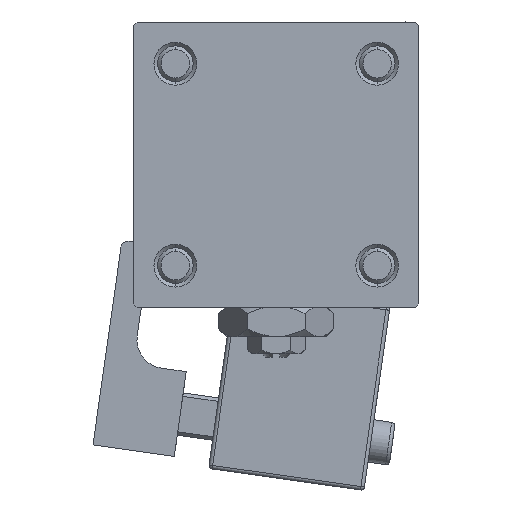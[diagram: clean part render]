
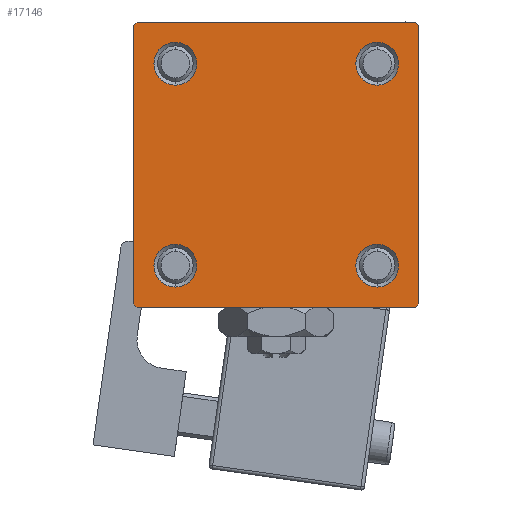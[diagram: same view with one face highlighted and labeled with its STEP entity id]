
A CAD part, left-side view. The second image highlights one B-rep face of the part: STEP entity #17146.
In plain terms, the highlighted planar face has unit normal (-1, 0, 0).
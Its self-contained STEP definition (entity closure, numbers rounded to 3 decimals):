
#77 = LINE ( 'NONE', #41976, #19214 ) ;
#192 = EDGE_CURVE ( 'NONE', #16596, #22853, #19047, .T. ) ;
#731 = LINE ( 'NONE', #50615, #12372 ) ;
#1353 = CARTESIAN_POINT ( 'NONE',  ( 0., -19.5, -20. ) ) ;
#1462 = CIRCLE ( 'NONE', #34022, 3. ) ;
#1787 = CARTESIAN_POINT ( 'NONE',  ( 0., 14.15, 14.15 ) ) ;
#1835 = EDGE_CURVE ( 'NONE', #45801, #30998, #36708, .T. ) ;
#2061 = DIRECTION ( 'NONE',  ( -1., 0., 0. ) ) ;
#2115 = ORIENTED_EDGE ( 'NONE', *, *, #38416, .T. ) ;
#2359 = AXIS2_PLACEMENT_3D ( 'NONE', #11815, #45150, #24498 ) ;
#3092 = VERTEX_POINT ( 'NONE', #17515 ) ;
#3155 = CIRCLE ( 'NONE', #14614, 3. ) ;
#3222 = EDGE_CURVE ( 'NONE', #40471, #26266, #19203, .T. ) ;
#5004 = EDGE_CURVE ( 'NONE', #20086, #20374, #35925, .T. ) ;
#5030 = DIRECTION ( 'NONE',  ( 0., 0., -1. ) ) ;
#5496 = DIRECTION ( 'NONE',  ( 1., 0., 0. ) ) ;
#5920 = PLANE ( 'NONE',  #50757 ) ;
#6199 = DIRECTION ( 'NONE',  ( 0., 0., 1. ) ) ;
#6632 = EDGE_CURVE ( 'NONE', #39754, #48570, #40291, .T. ) ;
#7437 = ORIENTED_EDGE ( 'NONE', *, *, #25667, .T. ) ;
#7520 = VERTEX_POINT ( 'NONE', #30057 ) ;
#7595 = ORIENTED_EDGE ( 'NONE', *, *, #28195, .T. ) ;
#7602 = CARTESIAN_POINT ( 'NONE',  ( 0., 19.75, 19.75 ) ) ;
#8260 = DIRECTION ( 'NONE',  ( 1., 0., 0. ) ) ;
#8436 = VERTEX_POINT ( 'NONE', #17426 ) ;
#8601 = AXIS2_PLACEMENT_3D ( 'NONE', #20114, #45991, #41610 ) ;
#8775 = DIRECTION ( 'NONE',  ( 0., -1., 0. ) ) ;
#8813 = AXIS2_PLACEMENT_3D ( 'NONE', #42226, #34518, #21826 ) ;
#9098 = CARTESIAN_POINT ( 'NONE',  ( 0., 19.5, -20. ) ) ;
#9301 = VECTOR ( 'NONE', #9487, 1000. ) ;
#9487 = DIRECTION ( 'NONE',  ( 0., 0., -1. ) ) ;
#9490 = ORIENTED_EDGE ( 'NONE', *, *, #5004, .T. ) ;
#9984 = ORIENTED_EDGE ( 'NONE', *, *, #6632, .T. ) ;
#10310 = CARTESIAN_POINT ( 'NONE',  ( 0., -20., 20. ) ) ;
#11220 = EDGE_CURVE ( 'NONE', #7520, #20374, #34861, .T. ) ;
#11815 = CARTESIAN_POINT ( 'NONE',  ( 0., -14.15, -14.15 ) ) ;
#12157 = AXIS2_PLACEMENT_3D ( 'NONE', #1787, #13922, #34882 ) ;
#12302 = EDGE_CURVE ( 'NONE', #3092, #27371, #18668, .T. ) ;
#12372 = VECTOR ( 'NONE', #50889, 1000. ) ;
#12506 = CARTESIAN_POINT ( 'NONE',  ( 0., -14.15, -17.15 ) ) ;
#12701 = ORIENTED_EDGE ( 'NONE', *, *, #15087, .T. ) ;
#13229 = DIRECTION ( 'NONE',  ( 0., 0., 1. ) ) ;
#13478 = EDGE_CURVE ( 'NONE', #7520, #27371, #19967, .T. ) ;
#13888 = EDGE_LOOP ( 'NONE', ( #2115, #7437, #21947, #9490, #48871, #47716, #35943, #32757 ) ) ;
#13922 = DIRECTION ( 'NONE',  ( 1., 0., 0. ) ) ;
#14614 = AXIS2_PLACEMENT_3D ( 'NONE', #40897, #27969, #41166 ) ;
#15087 = EDGE_CURVE ( 'NONE', #26266, #40471, #3155, .T. ) ;
#16156 = DIRECTION ( 'NONE',  ( 0., 0.707, -0.707 ) ) ;
#16232 = CARTESIAN_POINT ( 'NONE',  ( 0., -14.15, 11.15 ) ) ;
#16310 = EDGE_CURVE ( 'NONE', #22853, #16596, #1462, .T. ) ;
#16596 = VERTEX_POINT ( 'NONE', #16232 ) ;
#17131 = CARTESIAN_POINT ( 'NONE',  ( 0., -19.5, 20. ) ) ;
#17146 = ADVANCED_FACE ( 'NONE', ( #19150, #35433, #27445, #31852, #52215 ), #5920, .T. ) ;
#17426 = CARTESIAN_POINT ( 'NONE',  ( 0., 20., 19.5 ) ) ;
#17445 = AXIS2_PLACEMENT_3D ( 'NONE', #47649, #5496, #48187 ) ;
#17515 = CARTESIAN_POINT ( 'NONE',  ( 0., 19.5, 20. ) ) ;
#17571 = EDGE_CURVE ( 'NONE', #38871, #20086, #54259, .T. ) ;
#18668 = LINE ( 'NONE', #27232, #51589 ) ;
#19047 = CIRCLE ( 'NONE', #44566, 3. ) ;
#19150 = FACE_BOUND ( 'NONE', #48436, .T. ) ;
#19203 = CIRCLE ( 'NONE', #12157, 3. ) ;
#19214 = VECTOR ( 'NONE', #5030, 1000. ) ;
#19691 = CARTESIAN_POINT ( 'NONE',  ( 0., 0., 0. ) ) ;
#19967 = LINE ( 'NONE', #33195, #54135 ) ;
#20086 = VERTEX_POINT ( 'NONE', #1353 ) ;
#20114 = CARTESIAN_POINT ( 'NONE',  ( 0., 14.15, -14.15 ) ) ;
#20129 = EDGE_CURVE ( 'NONE', #48570, #39754, #21852, .T. ) ;
#20374 = VERTEX_POINT ( 'NONE', #53559 ) ;
#20889 = EDGE_LOOP ( 'NONE', ( #9984, #33504 ) ) ;
#21665 = CARTESIAN_POINT ( 'NONE',  ( 0., 14.15, 17.15 ) ) ;
#21826 = DIRECTION ( 'NONE',  ( 0., 0., 1. ) ) ;
#21852 = CIRCLE ( 'NONE', #17445, 3. ) ;
#21947 = ORIENTED_EDGE ( 'NONE', *, *, #17571, .T. ) ;
#22605 = VECTOR ( 'NONE', #8775, 1000. ) ;
#22853 = VERTEX_POINT ( 'NONE', #35907 ) ;
#23244 = DIRECTION ( 'NONE',  ( 0., -0.707, 0.707 ) ) ;
#23655 = VECTOR ( 'NONE', #23244, 1000. ) ;
#24498 = DIRECTION ( 'NONE',  ( 0., 0., 1. ) ) ;
#25667 = EDGE_CURVE ( 'NONE', #46198, #38871, #731, .T. ) ;
#26266 = VERTEX_POINT ( 'NONE', #21665 ) ;
#26268 = VECTOR ( 'NONE', #16156, 1000. ) ;
#27232 = CARTESIAN_POINT ( 'NONE',  ( 0., 20., 20. ) ) ;
#27371 = VERTEX_POINT ( 'NONE', #17131 ) ;
#27445 = FACE_BOUND ( 'NONE', #20889, .T. ) ;
#27517 = DIRECTION ( 'NONE',  ( 0., 0.707, 0.707 ) ) ;
#27636 = CARTESIAN_POINT ( 'NONE',  ( 0., -14.15, 14.15 ) ) ;
#27911 = DIRECTION ( 'NONE',  ( 0., 0., 1. ) ) ;
#27969 = DIRECTION ( 'NONE',  ( 1., 0., 0. ) ) ;
#28195 = EDGE_CURVE ( 'NONE', #30998, #45801, #33497, .T. ) ;
#28451 = DIRECTION ( 'NONE',  ( 1., 0., 0. ) ) ;
#29749 = CARTESIAN_POINT ( 'NONE',  ( 0., 20., -20. ) ) ;
#30057 = CARTESIAN_POINT ( 'NONE',  ( 0., -20., 19.5 ) ) ;
#30998 = VERTEX_POINT ( 'NONE', #12506 ) ;
#31852 = FACE_BOUND ( 'NONE', #32497, .T. ) ;
#32497 = EDGE_LOOP ( 'NONE', ( #12701, #48097 ) ) ;
#32757 = ORIENTED_EDGE ( 'NONE', *, *, #34100, .T. ) ;
#33153 = CARTESIAN_POINT ( 'NONE',  ( 0., -14.15, -11.15 ) ) ;
#33195 = CARTESIAN_POINT ( 'NONE',  ( 0., -19.75, 19.75 ) ) ;
#33247 = LINE ( 'NONE', #7602, #26268 ) ;
#33497 = CIRCLE ( 'NONE', #8813, 3. ) ;
#33504 = ORIENTED_EDGE ( 'NONE', *, *, #20129, .T. ) ;
#34022 = AXIS2_PLACEMENT_3D ( 'NONE', #27636, #28451, #27911 ) ;
#34100 = EDGE_CURVE ( 'NONE', #3092, #8436, #33247, .T. ) ;
#34518 = DIRECTION ( 'NONE',  ( 1., 0., 0. ) ) ;
#34861 = LINE ( 'NONE', #10310, #9301 ) ;
#34882 = DIRECTION ( 'NONE',  ( 0., 0., 1. ) ) ;
#35433 = FACE_BOUND ( 'NONE', #46005, .T. ) ;
#35493 = DIRECTION ( 'NONE',  ( 0., -1., 0. ) ) ;
#35907 = CARTESIAN_POINT ( 'NONE',  ( 0., -14.15, 17.15 ) ) ;
#35925 = LINE ( 'NONE', #44437, #23655 ) ;
#35943 = ORIENTED_EDGE ( 'NONE', *, *, #12302, .F. ) ;
#36708 = CIRCLE ( 'NONE', #2359, 3. ) ;
#37166 = ORIENTED_EDGE ( 'NONE', *, *, #16310, .T. ) ;
#38363 = CARTESIAN_POINT ( 'NONE',  ( 0., 14.15, 11.15 ) ) ;
#38416 = EDGE_CURVE ( 'NONE', #8436, #46198, #77, .T. ) ;
#38531 = CARTESIAN_POINT ( 'NONE',  ( 0., 14.15, -11.15 ) ) ;
#38871 = VERTEX_POINT ( 'NONE', #9098 ) ;
#39754 = VERTEX_POINT ( 'NONE', #38531 ) ;
#40291 = CIRCLE ( 'NONE', #8601, 3. ) ;
#40471 = VERTEX_POINT ( 'NONE', #38363 ) ;
#40897 = CARTESIAN_POINT ( 'NONE',  ( 0., 14.15, 14.15 ) ) ;
#41166 = DIRECTION ( 'NONE',  ( 0., 0., 1. ) ) ;
#41610 = DIRECTION ( 'NONE',  ( 0., 0., 1. ) ) ;
#41976 = CARTESIAN_POINT ( 'NONE',  ( 0., 20., 20. ) ) ;
#42226 = CARTESIAN_POINT ( 'NONE',  ( 0., -14.15, -14.15 ) ) ;
#44437 = CARTESIAN_POINT ( 'NONE',  ( 0., -19.75, -19.75 ) ) ;
#44566 = AXIS2_PLACEMENT_3D ( 'NONE', #50158, #8260, #13229 ) ;
#45150 = DIRECTION ( 'NONE',  ( 1., 0., 0. ) ) ;
#45801 = VERTEX_POINT ( 'NONE', #33153 ) ;
#45991 = DIRECTION ( 'NONE',  ( 1., 0., 0. ) ) ;
#46005 = EDGE_LOOP ( 'NONE', ( #47550, #7595 ) ) ;
#46198 = VERTEX_POINT ( 'NONE', #48620 ) ;
#47550 = ORIENTED_EDGE ( 'NONE', *, *, #1835, .T. ) ;
#47649 = CARTESIAN_POINT ( 'NONE',  ( 0., 14.15, -14.15 ) ) ;
#47716 = ORIENTED_EDGE ( 'NONE', *, *, #13478, .T. ) ;
#48097 = ORIENTED_EDGE ( 'NONE', *, *, #3222, .T. ) ;
#48187 = DIRECTION ( 'NONE',  ( 0., 0., 1. ) ) ;
#48436 = EDGE_LOOP ( 'NONE', ( #37166, #49922 ) ) ;
#48570 = VERTEX_POINT ( 'NONE', #53738 ) ;
#48620 = CARTESIAN_POINT ( 'NONE',  ( 0., 20., -19.5 ) ) ;
#48871 = ORIENTED_EDGE ( 'NONE', *, *, #11220, .F. ) ;
#49922 = ORIENTED_EDGE ( 'NONE', *, *, #192, .T. ) ;
#50158 = CARTESIAN_POINT ( 'NONE',  ( 0., -14.15, 14.15 ) ) ;
#50615 = CARTESIAN_POINT ( 'NONE',  ( 0., 19.75, -19.75 ) ) ;
#50757 = AXIS2_PLACEMENT_3D ( 'NONE', #19691, #2061, #6199 ) ;
#50889 = DIRECTION ( 'NONE',  ( 0., -0.707, -0.707 ) ) ;
#51589 = VECTOR ( 'NONE', #35493, 1000. ) ;
#52215 = FACE_OUTER_BOUND ( 'NONE', #13888, .T. ) ;
#53559 = CARTESIAN_POINT ( 'NONE',  ( 0., -20., -19.5 ) ) ;
#53738 = CARTESIAN_POINT ( 'NONE',  ( 0., 14.15, -17.15 ) ) ;
#54135 = VECTOR ( 'NONE', #27517, 1000. ) ;
#54259 = LINE ( 'NONE', #29749, #22605 ) ;
